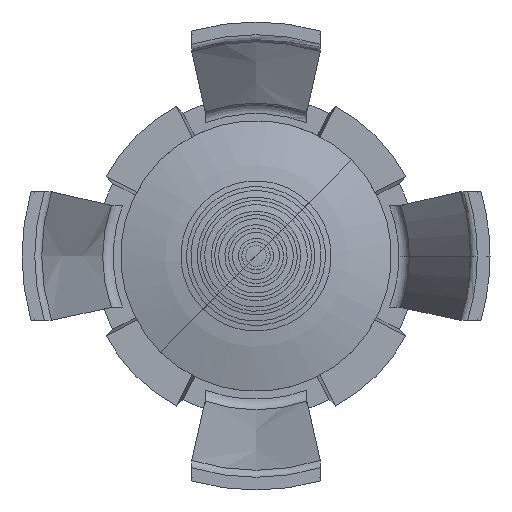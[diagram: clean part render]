
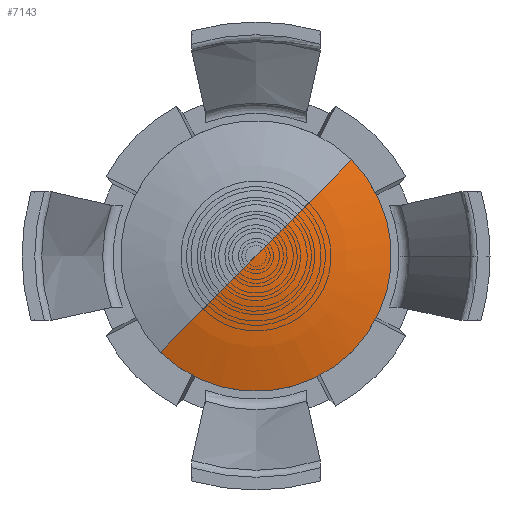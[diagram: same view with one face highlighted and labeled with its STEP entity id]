
A CAD part, top view. The second image highlights one B-rep face of the part: STEP entity #7143.
In plain terms, the highlighted toroidal (fillet/blend) face has major radius 0.165 mm and minor radius 17.126 mm.
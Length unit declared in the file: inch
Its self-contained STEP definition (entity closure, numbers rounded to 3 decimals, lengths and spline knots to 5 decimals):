
#167 = AXIS2_PLACEMENT_3D ( 'NONE', #7691, #2798, #3405 ) ;
#312 = DIRECTION ( 'NONE',  ( 0., 0., 1. ) ) ;
#452 = CARTESIAN_POINT ( 'NONE',  ( 0., -0.33623, -0.0065 ) ) ;
#692 = EDGE_CURVE ( 'NONE', #6923, #2299, #5942, .T. ) ;
#808 = EDGE_CURVE ( 'NONE', #6923, #6934, #1488, .T. ) ;
#953 = CARTESIAN_POINT ( 'NONE',  ( 0., 0.30952, 0. ) ) ;
#1488 = CIRCLE ( 'NONE', #7834, 0.1875 ) ;
#1809 = DIRECTION ( 'NONE',  ( 1., 0., 0. ) ) ;
#2299 = VERTEX_POINT ( 'NONE', #4513 ) ;
#2798 = DIRECTION ( 'NONE',  ( 0., 1., 0. ) ) ;
#2868 = EDGE_LOOP ( 'NONE', ( #7487, #6098, #5690 ) ) ;
#2965 = TOROIDAL_SURFACE ( 'NONE', #167, -0.0065, 0.67426 ) ;
#3288 = AXIS2_PLACEMENT_3D ( 'NONE', #452, #4160, #7831 ) ;
#3405 = DIRECTION ( 'NONE',  ( 0., 0., 1. ) ) ;
#3574 = CARTESIAN_POINT ( 'NONE',  ( 0., 0.30952, 0.1875 ) ) ;
#4160 = DIRECTION ( 'NONE',  ( -1., 0., 0. ) ) ;
#4414 = AXIS2_PLACEMENT_3D ( 'NONE', #5525, #1809, #6123 ) ;
#4513 = CARTESIAN_POINT ( 'NONE',  ( 0., 0.338, 0. ) ) ;
#4634 = DIRECTION ( 'NONE',  ( 0., 1., 0. ) ) ;
#4840 = CARTESIAN_POINT ( 'NONE',  ( 0., 0.30952, -0.1875 ) ) ;
#5066 = CIRCLE ( 'NONE', #4414, 0.67426 ) ;
#5525 = CARTESIAN_POINT ( 'NONE',  ( 0., -0.33623, 0.0065 ) ) ;
#5690 = ORIENTED_EDGE ( 'NONE', *, *, #692, .F. ) ;
#5942 = CIRCLE ( 'NONE', #3288, 0.67426 ) ;
#6016 = EDGE_CURVE ( 'NONE', #6934, #2299, #5066, .T. ) ;
#6098 = ORIENTED_EDGE ( 'NONE', *, *, #6016, .T. ) ;
#6123 = DIRECTION ( 'NONE',  ( 0., 0., -1. ) ) ;
#6923 = VERTEX_POINT ( 'NONE', #3574 ) ;
#6934 = VERTEX_POINT ( 'NONE', #4840 ) ;
#7143 = ADVANCED_FACE ( 'NONE', ( #7870 ), #2965, .T. ) ;
#7487 = ORIENTED_EDGE ( 'NONE', *, *, #808, .T. ) ;
#7691 = CARTESIAN_POINT ( 'NONE',  ( 0., -0.33623, 0. ) ) ;
#7831 = DIRECTION ( 'NONE',  ( 0., 0., 1. ) ) ;
#7834 = AXIS2_PLACEMENT_3D ( 'NONE', #953, #4634, #312 ) ;
#7870 = FACE_OUTER_BOUND ( 'NONE', #2868, .T. ) ;
